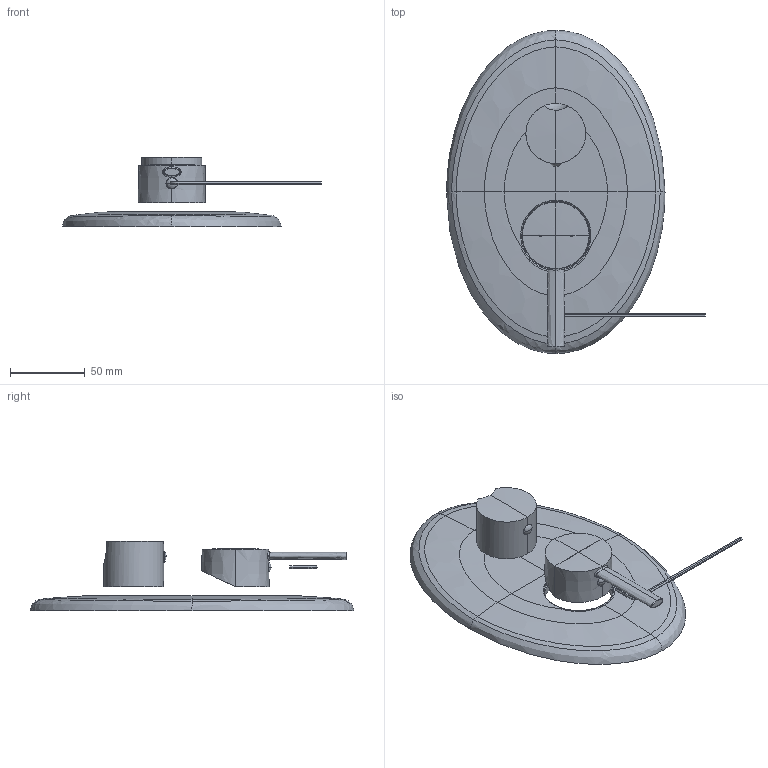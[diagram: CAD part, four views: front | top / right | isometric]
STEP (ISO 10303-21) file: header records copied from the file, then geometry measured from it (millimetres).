
FILE_DESCRIPTION((''),'2;1');
FILE_NAME('BR018CREST_ASM','2021-01-30T08:11:47',('stefano.gianpani'),('PAFFONI SpA'),'CREO PARAMETRIC BY PTC INC, 2020044','CREO PARAMETRIC BY PTC INC, 2020044','');
FILE_SCHEMA(('CONFIG_CONTROL_DESIGN','SHAPE_APPEARANCE_LAYERS_GROUPS'));
Length unit declared in the file: millimetre
Products named in the file (12): 4061183CR; 592704006A2; TCF0691105CR; CHBR02L; 8001115_ASM; 4061182CR_AF0; 2091320; 2091319; 2042486GR; 2041560GR; 2091105CRN; BR018CREST_ASM
Assembly tree (11 placements, depth 3):
  BR018CREST_ASM
    4061183CR
    8001115_ASM
      592704006A2
      TCF0691105CR
      CHBR02L
    4061182CR_AF0
    2091320
    2091319
    2042486GR
    2041560GR
    2091105CRN
Bounding box: 173 x 216 x 46.5 mm (x, y, z)
Volume: 96889.5 mm3; surface area: 78916.2 mm2
Topology: 10 solids, 13 shells, 313 faces, 731 edges, 437 vertices
Faces by surface type: plane 102, cylinder 88, bspline 63, cone 30, torus 23, sphere 5, extrusion 2
Entity records: 15013 total; most frequent: CARTESIAN_POINT 5724, ORIENTED_EDGE 1410, DIRECTION 1380, PRESENTATION_STYLE_ASSIGNMENT 726, STYLED_ITEM 726, CURVE_STYLE 713, EDGE_CURVE 713, AXIS2_PLACEMENT_3D 543
